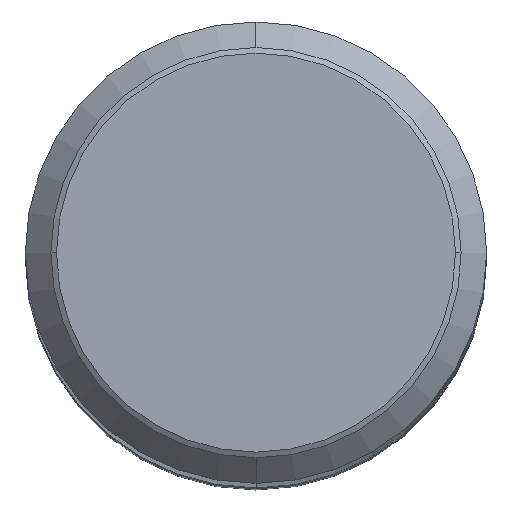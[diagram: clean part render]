
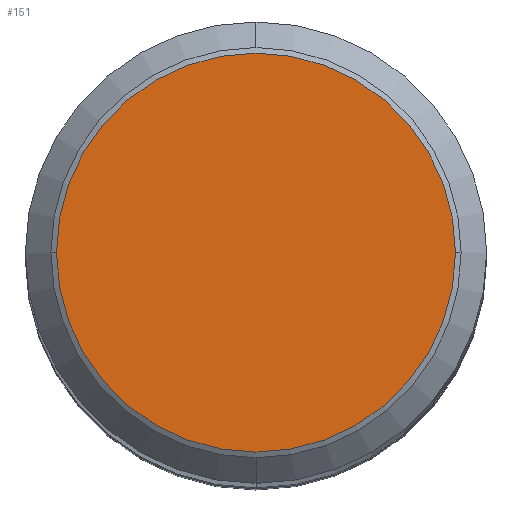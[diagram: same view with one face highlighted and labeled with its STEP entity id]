
A CAD part, top view. The second image highlights one B-rep face of the part: STEP entity #151.
In plain terms, the highlighted planar face has unit normal (0, 0, 1).
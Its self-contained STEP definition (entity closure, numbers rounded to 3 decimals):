
#151=ADVANCED_FACE('',(#351),#352,.T.);
#169=EDGE_CURVE('',#187,#205,#372,.T.);
#173=EDGE_CURVE('',#205,#187,#376,.T.);
#187=VERTEX_POINT('',#391);
#205=VERTEX_POINT('',#410);
#351=FACE_OUTER_BOUND('',#561,.T.);
#352=PLANE('',#562);
#372=CIRCLE('',#588,10.376);
#376=CIRCLE('',#595,10.376);
#391=CARTESIAN_POINT('',(10.376,0.,166.5));
#410=CARTESIAN_POINT('',(-10.376,0.,166.5));
#561=EDGE_LOOP('',(#864,#865));
#562=AXIS2_PLACEMENT_3D('',#866,#867,#868);
#588=AXIS2_PLACEMENT_3D('',#892,#893,#894);
#595=AXIS2_PLACEMENT_3D('',#896,#897,#898);
#864=ORIENTED_EDGE('',*,*,#173,.T.);
#865=ORIENTED_EDGE('',*,*,#169,.T.);
#866=CARTESIAN_POINT('',(0.,-5.25,166.5));
#867=DIRECTION('',(0.0,0.0,1.0));
#868=DIRECTION('',(0.,-1.0,0.0));
#892=CARTESIAN_POINT('',(0.,0.0,166.5));
#893=DIRECTION('',(0.0,0.0,1.0));
#894=DIRECTION('',(-1.0,0.,0.0));
#896=CARTESIAN_POINT('',(0.,0.0,166.5));
#897=DIRECTION('',(0.0,0.0,1.0));
#898=DIRECTION('',(-1.0,0.,0.0));
